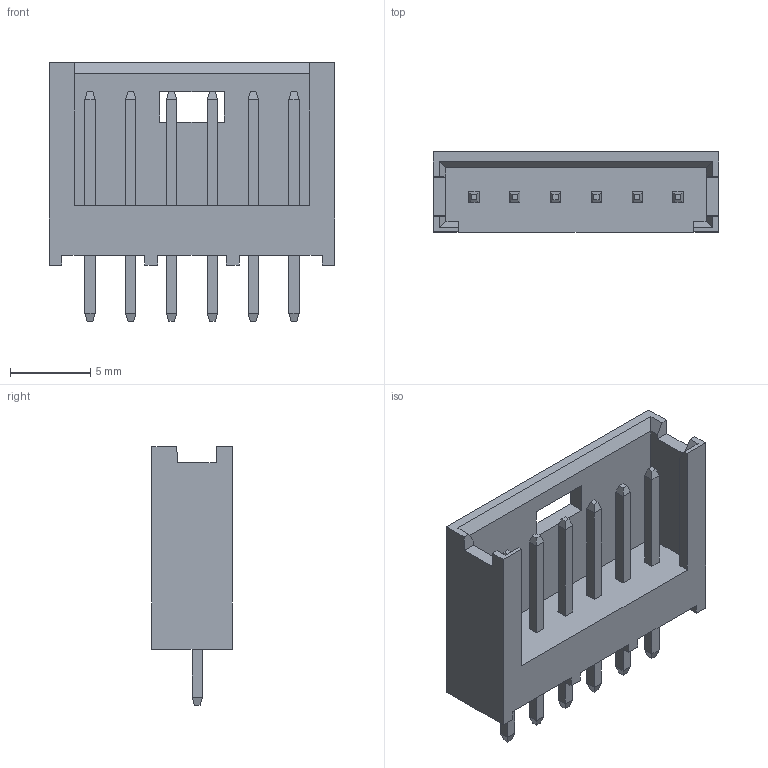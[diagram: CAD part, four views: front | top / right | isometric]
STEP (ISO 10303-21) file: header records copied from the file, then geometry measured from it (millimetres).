
FILE_DESCRIPTION( ('This file contains a STEP AP42 implementation' ,'as created by ZW3D STEP Interface translator.') ,'2;1' );
FILE_NAME( 'WF2548-1WSXXXX1.stp' ,'23 5 4.155331', (''), ('ZWCAD Software Co.'), 'Version 1.0', 'ZW3D to STEP translator', '' );
FILE_SCHEMA(('AUTOMOTIVE_DESIGN { 1 0 10303 214 1 1 1 1 }'));
Length unit declared in the file: millimetre
Products named in the file (2): 0; WF2548-1WSXXXX1
Bounding box: 17.8 x 5 x 16.1 mm (x, y, z)
Volume: 518.3 mm3; surface area: 1023.9 mm2
Topology: 1 solids, 1 shells, 197 faces, 497 edges, 302 vertices
Faces by surface type: plane 197
Entity records: 5929 total; most frequent: CARTESIAN_POINT 997, ORIENTED_EDGE 994, DIRECTION 893, VECTOR 497, LINE 497, EDGE_CURVE 497, VERTEX_POINT 302, EDGE_LOOP 211
